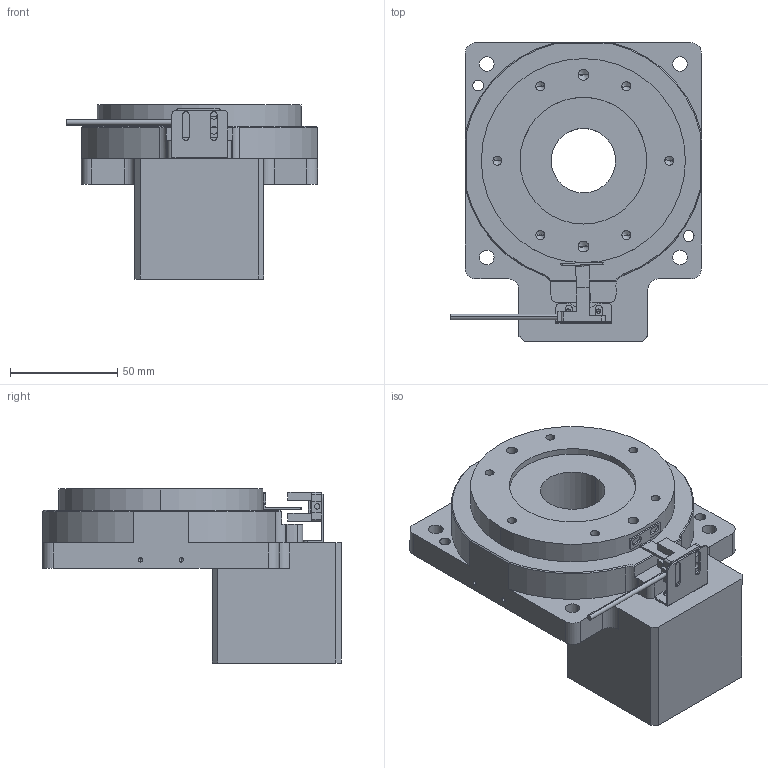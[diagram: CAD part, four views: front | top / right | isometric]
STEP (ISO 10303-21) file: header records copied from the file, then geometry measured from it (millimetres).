
FILE_DESCRIPTION (( 'STEP AP214' ), '1' );
FILE_NAME ('KTN110-5K-8-38.15-47.15-M4£¨57²½½ø£©.STEP', '2022-09-09T03:14:37', ( '' ), ( '' ), 'SwSTEP 2.0', 'SolidWorks 2020', '' );
FILE_SCHEMA (( 'AUTOMOTIVE_DESIGN' ));
Length unit declared in the file: millimetre
Products named in the file (5): KTN110-5K-8-38.15-47.15-M4（57步进）; SX674; 覜茼え2; 110覜茼ん盓殤
Assembly tree (4 placements, depth 2):
  KTN110-5K-8-38.15-47.15-M4（57步进）
    KTN110-5K-8-38.15-47.15-M4（57步进）
    110覜茼ん盓殤
    SX674
    覜茼え2
Bounding box: 116.88 x 139 x 81 mm (x, y, z)
Volume: 505893.1 mm3; surface area: 62183.1 mm2
Topology: 4 solids, 6 shells, 282 faces, 739 edges, 456 vertices
Faces by surface type: cylinder 120, plane 116, cone 46
Entity records: 8950 total; most frequent: DIRECTION 1517, CARTESIAN_POINT 1468, ORIENTED_EDGE 1398, EDGE_CURVE 699, AXIS2_PLACEMENT_3D 537, VERTEX_POINT 456, VECTOR 443, LINE 443
